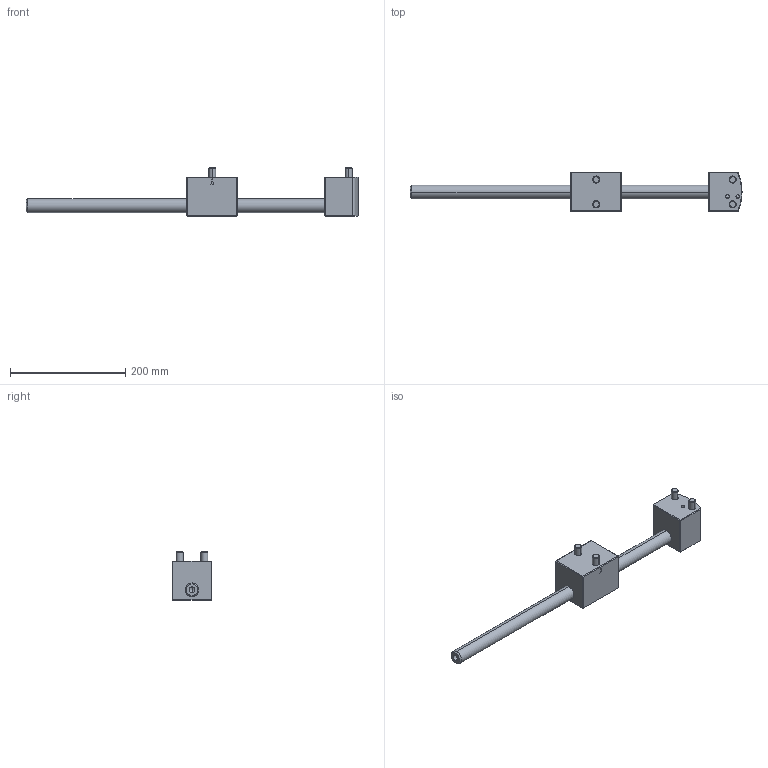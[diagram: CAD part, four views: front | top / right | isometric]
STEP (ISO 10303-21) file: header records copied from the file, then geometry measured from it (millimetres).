
FILE_DESCRIPTION(('no description'),'unknown implementation level');
FILE_NAME('8AD2AA60-1BF3-4652-98C8-246E9F396BF4_export.stp',' ',('CIMSOURCE GmbH'),('CADClick - KiM GmbH - www.kimweb.de'),'unknown preprocess','ACIS','unknown authorization');
FILE_SCHEMA(('automotive_design'));
Length unit declared in the file: millimetre
Products named in the file (8): 318.444 Kaiser �2510-3000|690.991 Kaiser Zyl-Schr In-6kt DIN912-M12x70;Verrundung1; 318.444 Kaiser �2510-3000|318.453 Kaiser KMR 1530-2510;Fase1; 318.444 Kaiser �2510-3000|318.454 Kaiser KMRV;Pfeil 2; 318.444 Kaiser �2510-3000|318.451 Kaiser KMR 620-1110;Fase1; 318.444 Kaiser �2510-3000|318.450 Kaiser KMRA 620-3000;Schnitt-Rotation13
Bounding box: 576 x 68 x 84 mm (x, y, z)
Volume: 800840.6 mm3; surface area: 147352.2 mm2
Topology: 8 solids, 8 shells, 274 faces, 592 edges, 350 vertices
Faces by surface type: plane 131, cylinder 84, cone 51, torus 8
Entity records: 14488 total; most frequent: DIRECTION 1386, CARTESIAN_POINT 1340, STYLED_ITEM 1214, PRESENTATION_STYLE_ASSIGNMENT 1214, COLOUR_RGB 1214, ORIENTED_EDGE 1164, EDGE_CURVE 582, CURVE_STYLE 582
